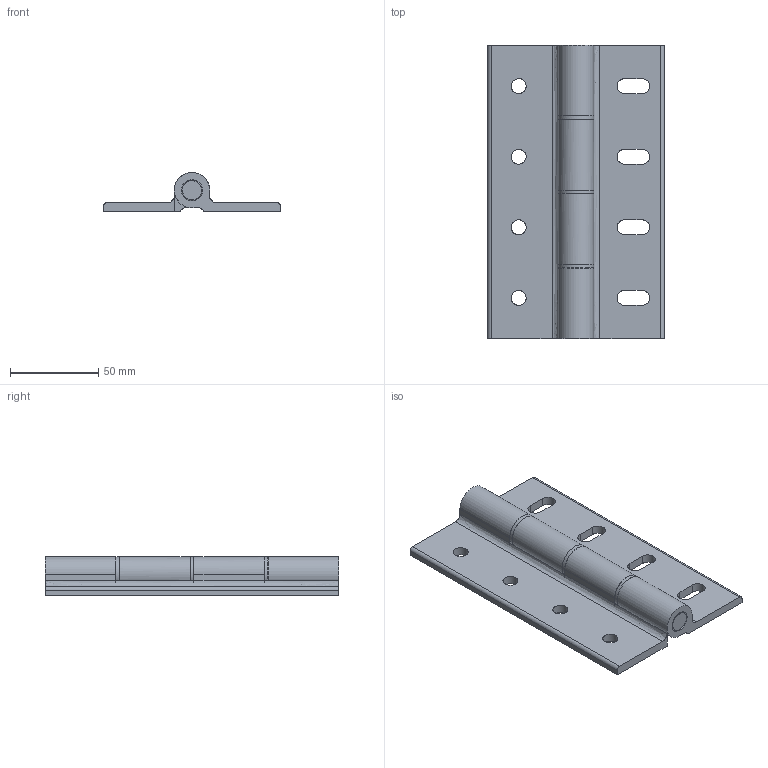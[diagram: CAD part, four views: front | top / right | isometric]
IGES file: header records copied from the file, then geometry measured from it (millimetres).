
Global section: file name: SZ0766N_A; native system: Autodesk Inventor 2015; preprocessor: unknown; author: Behrens; date: 20151120.132308; units: millimetre
Bounding box: 100 x 166 x 22 mm (x, y, z)
Volume: 119879.7 mm3; surface area: 56725.7 mm2
Topology: 6 solids, 6 shells, 91 faces, 239 edges, 160 vertices
Faces by surface type: bspline 91
